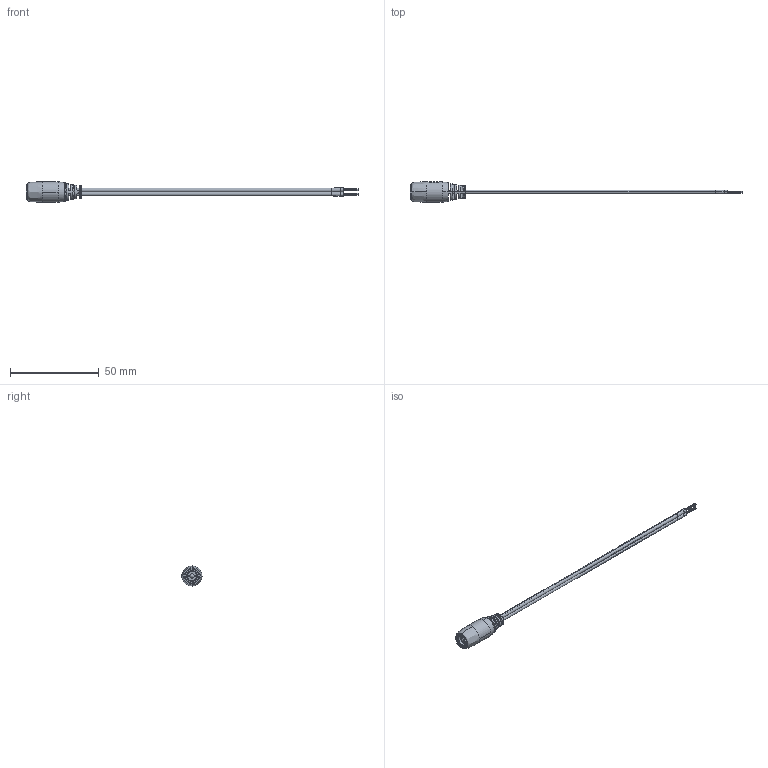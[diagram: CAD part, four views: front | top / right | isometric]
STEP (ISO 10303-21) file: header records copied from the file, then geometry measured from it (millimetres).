
FILE_DESCRIPTION (( 'STEP AP203' ), '1' );
FILE_NAME ('10-01094.STEP', '2018-02-08T17:36:32', ( '' ), ( '' ), 'SwSTEP 2.0', 'SolidWorks 2015', '' );
FILE_SCHEMA (( 'CONFIG_CONTROL_DESIGN' ));
Length unit declared in the file: millimetre
Products named in the file (8): 50-00027 contact; 50-00027 pin; 24-00004; 50-00027 insulator; 50-00027 shell; 10-01094; 30-00007_s+t; 50-00027
Assembly tree (7 placements, depth 3):
  10-01094
    30-00007_s+t
    24-00004
    50-00027
      50-00027 shell
      50-00027 insulator
      50-00027 pin
      50-00027 contact
Bounding box: 186.56 x 11.4 x 11.4 mm (x, y, z)
Volume: 3541.1 mm3; surface area: 18096.7 mm2
Topology: 182 solids, 182 shells, 1223 faces, 2473 edges, 1617 vertices
Faces by surface type: cylinder 580, plane 458, bspline 132, torus 36, cone 17
Entity records: 37028 total; most frequent: CARTESIAN_POINT 10485, DIRECTION 5516, ORIENTED_EDGE 4942, EDGE_CURVE 2471, AXIS2_PLACEMENT_3D 2382, VERTEX_POINT 1617, EDGE_LOOP 1418, CIRCLE 1280
